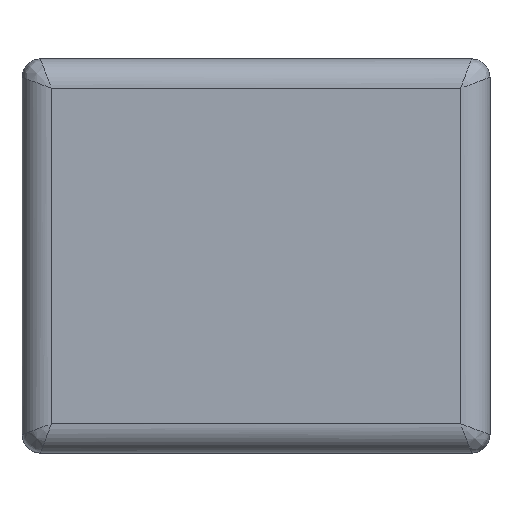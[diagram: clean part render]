
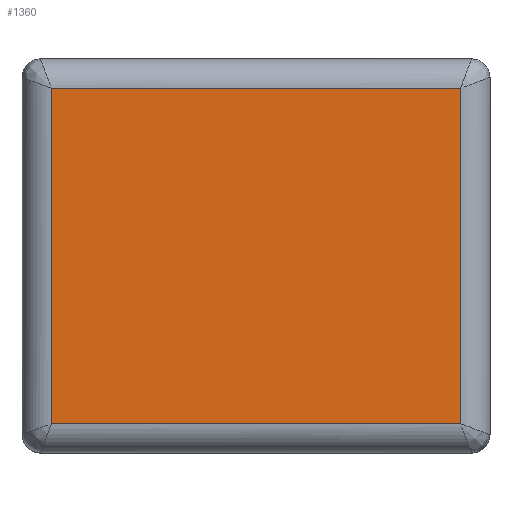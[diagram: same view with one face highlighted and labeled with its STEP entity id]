
A CAD part, left-side view. The second image highlights one B-rep face of the part: STEP entity #1360.
In plain terms, the highlighted planar face has unit normal (-1, 0, 0).
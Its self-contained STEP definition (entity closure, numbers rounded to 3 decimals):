
#22 = EDGE_LOOP ( 'NONE', ( #1112, #189, #1349, #79 ) ) ;
#79 = ORIENTED_EDGE ( 'NONE', *, *, #193, .T. ) ;
#82 = DIRECTION ( 'NONE',  ( 0., -1., 0. ) ) ;
#109 = CARTESIAN_POINT ( 'NONE',  ( -1., 0.555, 0.99 ) ) ;
#189 = ORIENTED_EDGE ( 'NONE', *, *, #980, .T. ) ;
#193 = EDGE_CURVE ( 'NONE', #2589, #958, #762, .T. ) ;
#218 = FACE_OUTER_BOUND ( 'NONE', #22, .T. ) ;
#253 = VERTEX_POINT ( 'NONE', #959 ) ;
#260 = EDGE_CURVE ( 'NONE', #2727, #2589, #778, .T. ) ;
#297 = VECTOR ( 'NONE', #82, 1000. ) ;
#315 = LINE ( 'NONE', #744, #297 ) ;
#651 = PLANE ( 'NONE',  #1346 ) ;
#735 = DIRECTION ( 'NONE',  ( 1., 0., 0. ) ) ;
#744 = CARTESIAN_POINT ( 'NONE',  ( -1., 0., 0.08 ) ) ;
#762 = LINE ( 'NONE', #1406, #969 ) ;
#778 = LINE ( 'NONE', #2058, #1139 ) ;
#900 = DIRECTION ( 'NONE',  ( 0., 0., -1. ) ) ;
#912 = CARTESIAN_POINT ( 'NONE',  ( -1., -0.635, 1.07 ) ) ;
#934 = CARTESIAN_POINT ( 'NONE',  ( -1., -0.555, 0.99 ) ) ;
#958 = VERTEX_POINT ( 'NONE', #109 ) ;
#959 = CARTESIAN_POINT ( 'NONE',  ( -1., 0.555, 0.08 ) ) ;
#969 = VECTOR ( 'NONE', #1368, 1000. ) ;
#980 = EDGE_CURVE ( 'NONE', #253, #2727, #315, .T. ) ;
#1036 = DIRECTION ( 'NONE',  ( 0., 0., -1. ) ) ;
#1112 = ORIENTED_EDGE ( 'NONE', *, *, #2472, .T. ) ;
#1139 = VECTOR ( 'NONE', #2687, 1000. ) ;
#1346 = AXIS2_PLACEMENT_3D ( 'NONE', #912, #735, #900 ) ;
#1349 = ORIENTED_EDGE ( 'NONE', *, *, #260, .T. ) ;
#1360 = ADVANCED_FACE ( 'NONE', ( #218 ), #651, .F. ) ;
#1368 = DIRECTION ( 'NONE',  ( 0., 1., 0. ) ) ;
#1406 = CARTESIAN_POINT ( 'NONE',  ( -1., -0.635, 0.99 ) ) ;
#1566 = VECTOR ( 'NONE', #1036, 1000. ) ;
#1903 = CARTESIAN_POINT ( 'NONE',  ( -1., -0.555, 0.08 ) ) ;
#2058 = CARTESIAN_POINT ( 'NONE',  ( -1., -0.555, 1.07 ) ) ;
#2472 = EDGE_CURVE ( 'NONE', #958, #253, #2560, .T. ) ;
#2535 = CARTESIAN_POINT ( 'NONE',  ( -1., 0.555, 1.07 ) ) ;
#2560 = LINE ( 'NONE', #2535, #1566 ) ;
#2589 = VERTEX_POINT ( 'NONE', #934 ) ;
#2687 = DIRECTION ( 'NONE',  ( 0., 0., 1. ) ) ;
#2727 = VERTEX_POINT ( 'NONE', #1903 ) ;
